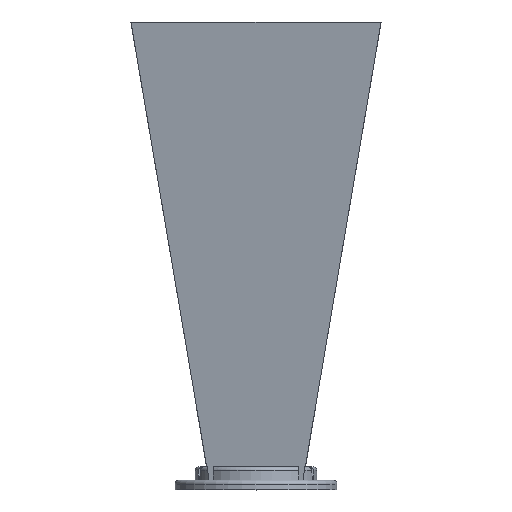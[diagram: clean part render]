
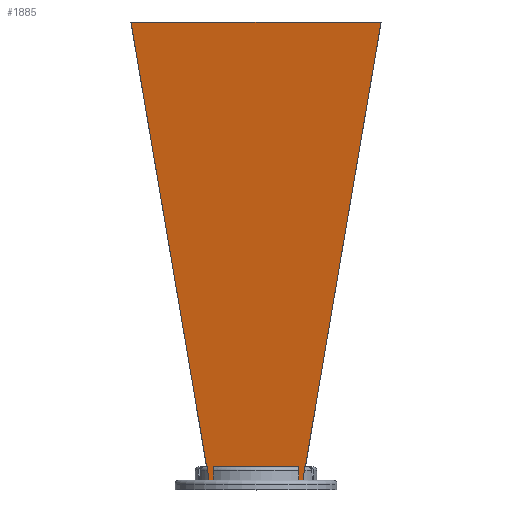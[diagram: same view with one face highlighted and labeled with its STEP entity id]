
A CAD part, top view. The second image highlights one B-rep face of the part: STEP entity #1885.
In plain terms, the highlighted planar face has unit normal (0, -0.148, 0.989).
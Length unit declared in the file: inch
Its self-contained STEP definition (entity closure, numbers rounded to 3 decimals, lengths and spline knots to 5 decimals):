
#31 = DIRECTION ( 'NONE',  ( 1., 0., 0. ) ) ;
#32 = VECTOR ( 'NONE', #2554, 39.37008 ) ;
#68 = CARTESIAN_POINT ( 'NONE',  ( 1.543, 0.312, 0.76731 ) ) ;
#84 = LINE ( 'NONE', #2777, #2740 ) ;
#87 = LINE ( 'NONE', #2978, #840 ) ;
#269 = CARTESIAN_POINT ( 'NONE',  ( 1.543, 0.312, 0.76731 ) ) ;
#270 = ORIENTED_EDGE ( 'NONE', *, *, #731, .T. ) ;
#304 = ORIENTED_EDGE ( 'NONE', *, *, #2525, .T. ) ;
#353 = ORIENTED_EDGE ( 'NONE', *, *, #3115, .F. ) ;
#423 = CARTESIAN_POINT ( 'NONE',  ( -1.98711, 2.91905, 1.15641 ) ) ;
#492 = DIRECTION ( 'NONE',  ( 1., 0., 0. ) ) ;
#564 = CARTESIAN_POINT ( 'NONE',  ( 4.10049, 15.32527, 3.008 ) ) ;
#594 = EDGE_CURVE ( 'NONE', #2447, #1252, #2372, .T. ) ;
#642 = EDGE_CURVE ( 'NONE', #1252, #782, #1592, .T. ) ;
#644 = VERTEX_POINT ( 'NONE', #937 ) ;
#712 = EDGE_LOOP ( 'NONE', ( #2435, #2087, #270, #1851, #2225, #2013, #1566, #2129, #3284, #1319, #304, #353 ) ) ;
#731 = EDGE_CURVE ( 'NONE', #798, #1212, #87, .T. ) ;
#754 = CARTESIAN_POINT ( 'NONE',  ( -3.3345, 0.75, 0.83268 ) ) ;
#782 = VERTEX_POINT ( 'NONE', #1099 ) ;
#798 = VERTEX_POINT ( 'NONE', #1950 ) ;
#840 = VECTOR ( 'NONE', #31, 39.37008 ) ;
#935 = DIRECTION ( 'NONE',  ( 0.128, 0.981, 0.146 ) ) ;
#937 = CARTESIAN_POINT ( 'NONE',  ( 1.60028, 0.75, 0.83268 ) ) ;
#1074 = LINE ( 'NONE', #1595, #1159 ) ;
#1089 = FACE_OUTER_BOUND ( 'NONE', #712, .T. ) ;
#1090 = DIRECTION ( 'NONE',  ( 1., 0., 0. ) ) ;
#1097 = VECTOR ( 'NONE', #2913, 39.37008 ) ;
#1099 = CARTESIAN_POINT ( 'NONE',  ( -1.4095, 0.75, 0.83268 ) ) ;
#1159 = VECTOR ( 'NONE', #3203, 39.37008 ) ;
#1180 = EDGE_CURVE ( 'NONE', #2650, #1463, #1944, .T. ) ;
#1186 = CARTESIAN_POINT ( 'NONE',  ( 18.23234, 0.212, 0.75238 ) ) ;
#1212 = VERTEX_POINT ( 'NONE', #2137 ) ;
#1252 = VERTEX_POINT ( 'NONE', #1367 ) ;
#1264 = LINE ( 'NONE', #269, #2495 ) ;
#1319 = ORIENTED_EDGE ( 'NONE', *, *, #2809, .T. ) ;
#1367 = CARTESIAN_POINT ( 'NONE',  ( -1.4095, 0.312, 0.76731 ) ) ;
#1375 = VECTOR ( 'NONE', #2543, 39.37008 ) ;
#1418 = VERTEX_POINT ( 'NONE', #2159 ) ;
#1443 = CARTESIAN_POINT ( 'NONE',  ( 1.4095, 0.67509, 0.8215 ) ) ;
#1463 = VERTEX_POINT ( 'NONE', #2801 ) ;
#1469 = DIRECTION ( 'NONE',  ( 0., 0.989, 0.148 ) ) ;
#1566 = ORIENTED_EDGE ( 'NONE', *, *, #1954, .T. ) ;
#1592 = LINE ( 'NONE', #2643, #1097 ) ;
#1595 = CARTESIAN_POINT ( 'NONE',  ( 1.98711, 2.91905, 1.15641 ) ) ;
#1620 = LINE ( 'NONE', #754, #2635 ) ;
#1667 = LINE ( 'NONE', #1443, #2909 ) ;
#1677 = EDGE_CURVE ( 'NONE', #2389, #3415, #1264, .T. ) ;
#1680 = DIRECTION ( 'NONE',  ( 0., -0.989, -0.148 ) ) ;
#1718 = CARTESIAN_POINT ( 'NONE',  ( 1.4095, 0.312, 0.76731 ) ) ;
#1739 = CARTESIAN_POINT ( 'NONE',  ( -1.59064, 0.67633, 0.82168 ) ) ;
#1776 = DIRECTION ( 'NONE',  ( 1., 0., 0. ) ) ;
#1788 = VECTOR ( 'NONE', #3121, 39.37008 ) ;
#1809 = EDGE_CURVE ( 'NONE', #2213, #2389, #1667, .T. ) ;
#1848 = AXIS2_PLACEMENT_3D ( 'NONE', #1186, #2549, #1469 ) ;
#1851 = ORIENTED_EDGE ( 'NONE', *, *, #2923, .T. ) ;
#1885 = ADVANCED_FACE ( 'NONE', ( #1089 ), #2764, .F. ) ;
#1917 = CARTESIAN_POINT ( 'NONE',  ( 1.59064, 0.67633, 0.82168 ) ) ;
#1934 = LINE ( 'NONE', #1739, #32 ) ;
#1944 = LINE ( 'NONE', #2317, #1788 ) ;
#1950 = CARTESIAN_POINT ( 'NONE',  ( -1.61761, 0.75, 0.83268 ) ) ;
#1954 = EDGE_CURVE ( 'NONE', #782, #2213, #84, .T. ) ;
#1977 = LINE ( 'NONE', #1917, #2939 ) ;
#2013 = ORIENTED_EDGE ( 'NONE', *, *, #642, .T. ) ;
#2059 = LINE ( 'NONE', #423, #1375 ) ;
#2087 = ORIENTED_EDGE ( 'NONE', *, *, #2926, .T. ) ;
#2129 = ORIENTED_EDGE ( 'NONE', *, *, #1809, .T. ) ;
#2137 = CARTESIAN_POINT ( 'NONE',  ( -1.60028, 0.75, 0.83268 ) ) ;
#2159 = CARTESIAN_POINT ( 'NONE',  ( 1.61761, 0.75, 0.83268 ) ) ;
#2162 = VECTOR ( 'NONE', #1776, 39.37008 ) ;
#2213 = VERTEX_POINT ( 'NONE', #2723 ) ;
#2225 = ORIENTED_EDGE ( 'NONE', *, *, #594, .T. ) ;
#2278 = DIRECTION ( 'NONE',  ( 1., 0., 0. ) ) ;
#2317 = CARTESIAN_POINT ( 'NONE',  ( 18.23234, 15.32527, 3.008 ) ) ;
#2372 = LINE ( 'NONE', #3347, #2162 ) ;
#2389 = VERTEX_POINT ( 'NONE', #1718 ) ;
#2435 = ORIENTED_EDGE ( 'NONE', *, *, #1180, .T. ) ;
#2447 = VERTEX_POINT ( 'NONE', #3348 ) ;
#2495 = VECTOR ( 'NONE', #1090, 39.37008 ) ;
#2525 = EDGE_CURVE ( 'NONE', #644, #1418, #1620, .T. ) ;
#2543 = DIRECTION ( 'NONE',  ( 0.166, -0.975, -0.146 ) ) ;
#2549 = DIRECTION ( 'NONE',  ( 0., 0.148, -0.989 ) ) ;
#2554 = DIRECTION ( 'NONE',  ( 0.128, -0.981, -0.146 ) ) ;
#2635 = VECTOR ( 'NONE', #492, 39.37008 ) ;
#2643 = CARTESIAN_POINT ( 'NONE',  ( -1.4095, 0.67509, 0.8215 ) ) ;
#2650 = VERTEX_POINT ( 'NONE', #564 ) ;
#2723 = CARTESIAN_POINT ( 'NONE',  ( 1.4095, 0.75, 0.83268 ) ) ;
#2740 = VECTOR ( 'NONE', #2278, 39.37008 ) ;
#2764 = PLANE ( 'NONE',  #1848 ) ;
#2777 = CARTESIAN_POINT ( 'NONE',  ( -3.3345, 0.75, 0.83268 ) ) ;
#2801 = CARTESIAN_POINT ( 'NONE',  ( -4.10049, 15.32527, 3.008 ) ) ;
#2809 = EDGE_CURVE ( 'NONE', #3415, #644, #1977, .T. ) ;
#2909 = VECTOR ( 'NONE', #1680, 39.37008 ) ;
#2913 = DIRECTION ( 'NONE',  ( 0., 0.989, 0.148 ) ) ;
#2923 = EDGE_CURVE ( 'NONE', #1212, #2447, #1934, .T. ) ;
#2926 = EDGE_CURVE ( 'NONE', #1463, #798, #2059, .T. ) ;
#2939 = VECTOR ( 'NONE', #935, 39.37008 ) ;
#2978 = CARTESIAN_POINT ( 'NONE',  ( -3.3345, 0.75, 0.83268 ) ) ;
#3115 = EDGE_CURVE ( 'NONE', #2650, #1418, #1074, .T. ) ;
#3121 = DIRECTION ( 'NONE',  ( -1., 0., 0. ) ) ;
#3203 = DIRECTION ( 'NONE',  ( -0.166, -0.975, -0.146 ) ) ;
#3284 = ORIENTED_EDGE ( 'NONE', *, *, #1677, .T. ) ;
#3347 = CARTESIAN_POINT ( 'NONE',  ( -1.543, 0.312, 0.76731 ) ) ;
#3348 = CARTESIAN_POINT ( 'NONE',  ( -1.543, 0.312, 0.76731 ) ) ;
#3415 = VERTEX_POINT ( 'NONE', #68 ) ;
